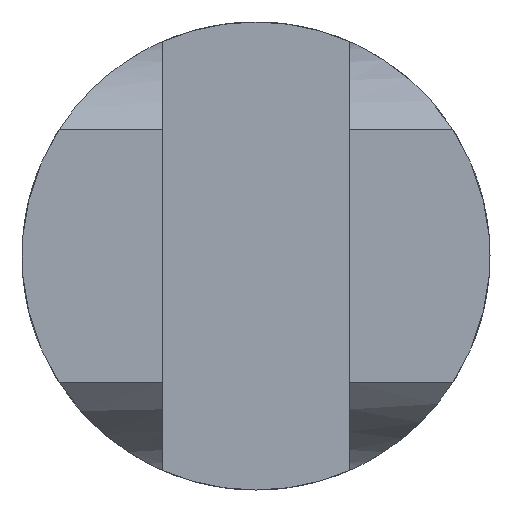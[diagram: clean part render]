
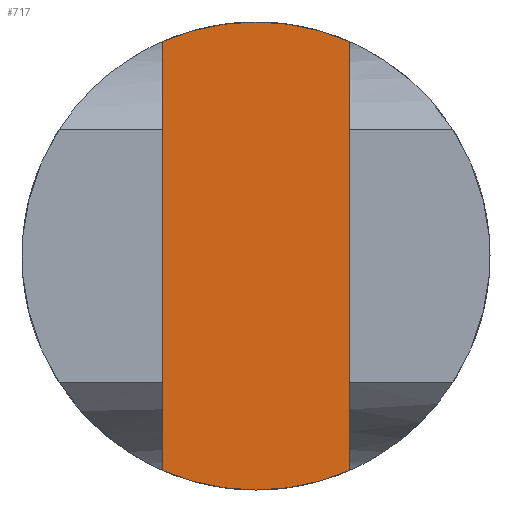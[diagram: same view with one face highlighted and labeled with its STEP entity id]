
A CAD part, front view. The second image highlights one B-rep face of the part: STEP entity #717.
In plain terms, the highlighted planar face has unit normal (0, -1, 0).
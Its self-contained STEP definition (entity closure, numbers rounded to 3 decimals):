
#37 = CARTESIAN_POINT ( 'NONE',  ( 0., 0., 0. ) ) ;
#39 = AXIS2_PLACEMENT_3D ( 'NONE', #263, #734, #475 ) ;
#67 = DIRECTION ( 'NONE',  ( 0., 0., 1. ) ) ;
#105 = VERTEX_POINT ( 'NONE', #1105 ) ;
#111 = DIRECTION ( 'NONE',  ( 0., 0., 1. ) ) ;
#119 = EDGE_CURVE ( 'NONE', #1214, #910, #1469, .T. ) ;
#147 = VERTEX_POINT ( 'NONE', #1618 ) ;
#218 = CIRCLE ( 'NONE', #39, 10. ) ;
#263 = CARTESIAN_POINT ( 'NONE',  ( 0., 0., 0. ) ) ;
#284 = EDGE_CURVE ( 'NONE', #964, #910, #400, .T. ) ;
#349 = CARTESIAN_POINT ( 'NONE',  ( 4., 0., 9.165 ) ) ;
#360 = DIRECTION ( 'NONE',  ( 0., 1., 0. ) ) ;
#393 = ORIENTED_EDGE ( 'NONE', *, *, #966, .F. ) ;
#400 = LINE ( 'NONE', #908, #508 ) ;
#475 = DIRECTION ( 'NONE',  ( 0., 0., 1. ) ) ;
#486 = EDGE_CURVE ( 'NONE', #964, #105, #218, .T. ) ;
#490 = ORIENTED_EDGE ( 'NONE', *, *, #119, .F. ) ;
#508 = VECTOR ( 'NONE', #630, 1000. ) ;
#525 = EDGE_CURVE ( 'NONE', #105, #1353, #1626, .T. ) ;
#586 = LINE ( 'NONE', #1367, #1629 ) ;
#594 = DIRECTION ( 'NONE',  ( 0., 0., 1. ) ) ;
#603 = ORIENTED_EDGE ( 'NONE', *, *, #284, .T. ) ;
#615 = CARTESIAN_POINT ( 'NONE',  ( 0., 0., -10. ) ) ;
#630 = DIRECTION ( 'NONE',  ( 0., 0., -1. ) ) ;
#672 = AXIS2_PLACEMENT_3D ( 'NONE', #988, #360, #1376 ) ;
#717 = ADVANCED_FACE ( 'NONE', ( #1457 ), #1329, .F. ) ;
#734 = DIRECTION ( 'NONE',  ( 0., 1., 0. ) ) ;
#792 = EDGE_LOOP ( 'NONE', ( #1186, #603, #490, #393, #1449, #1518 ) ) ;
#802 = AXIS2_PLACEMENT_3D ( 'NONE', #37, #1197, #1590 ) ;
#872 = CARTESIAN_POINT ( 'NONE',  ( -4., 0., 9.165 ) ) ;
#908 = CARTESIAN_POINT ( 'NONE',  ( -4., 0., -9.165 ) ) ;
#910 = VERTEX_POINT ( 'NONE', #1519 ) ;
#957 = AXIS2_PLACEMENT_3D ( 'NONE', #1209, #1191, #67 ) ;
#964 = VERTEX_POINT ( 'NONE', #872 ) ;
#966 = EDGE_CURVE ( 'NONE', #147, #1214, #1392, .T. ) ;
#988 = CARTESIAN_POINT ( 'NONE',  ( 0., 0., 0. ) ) ;
#1067 = EDGE_CURVE ( 'NONE', #147, #1353, #586, .T. ) ;
#1105 = CARTESIAN_POINT ( 'NONE',  ( 0., 0., 10. ) ) ;
#1186 = ORIENTED_EDGE ( 'NONE', *, *, #486, .F. ) ;
#1191 = DIRECTION ( 'NONE',  ( 0., 1., 0. ) ) ;
#1197 = DIRECTION ( 'NONE',  ( 0., 1., 0. ) ) ;
#1209 = CARTESIAN_POINT ( 'NONE',  ( 0., 0., 0. ) ) ;
#1214 = VERTEX_POINT ( 'NONE', #615 ) ;
#1228 = DIRECTION ( 'NONE',  ( 0., 1., 0. ) ) ;
#1243 = CARTESIAN_POINT ( 'NONE',  ( 0., 0., 0. ) ) ;
#1329 = PLANE ( 'NONE',  #802 ) ;
#1353 = VERTEX_POINT ( 'NONE', #349 ) ;
#1367 = CARTESIAN_POINT ( 'NONE',  ( 4., 0., -9.165 ) ) ;
#1376 = DIRECTION ( 'NONE',  ( 0., 0., 1. ) ) ;
#1392 = CIRCLE ( 'NONE', #672, 10. ) ;
#1449 = ORIENTED_EDGE ( 'NONE', *, *, #1067, .T. ) ;
#1457 = FACE_OUTER_BOUND ( 'NONE', #792, .T. ) ;
#1469 = CIRCLE ( 'NONE', #1520, 10. ) ;
#1518 = ORIENTED_EDGE ( 'NONE', *, *, #525, .F. ) ;
#1519 = CARTESIAN_POINT ( 'NONE',  ( -4., 0., -9.165 ) ) ;
#1520 = AXIS2_PLACEMENT_3D ( 'NONE', #1243, #1228, #111 ) ;
#1590 = DIRECTION ( 'NONE',  ( 0., 0., 1. ) ) ;
#1618 = CARTESIAN_POINT ( 'NONE',  ( 4., 0., -9.165 ) ) ;
#1626 = CIRCLE ( 'NONE', #957, 10. ) ;
#1629 = VECTOR ( 'NONE', #594, 1000. ) ;
